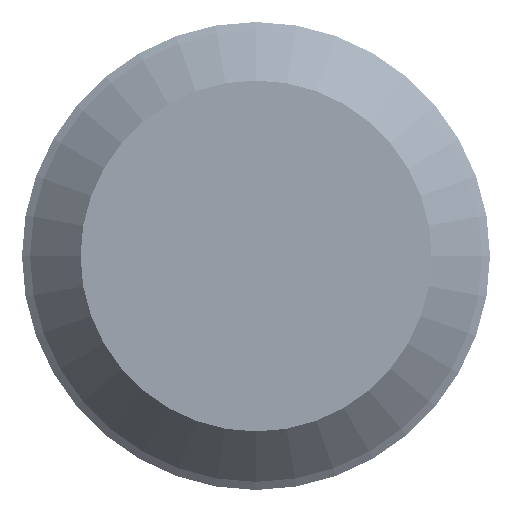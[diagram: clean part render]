
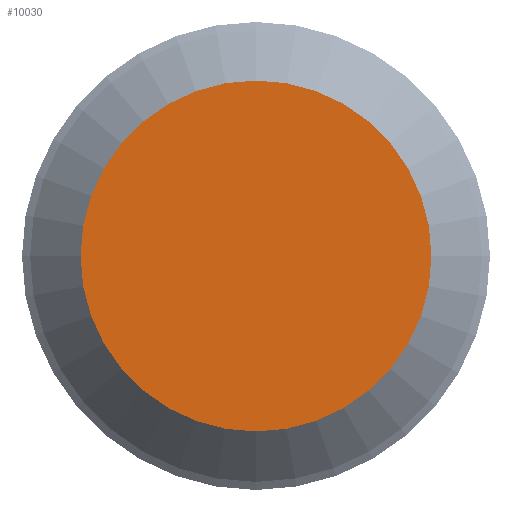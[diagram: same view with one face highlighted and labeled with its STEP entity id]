
A CAD part, left-side view. The second image highlights one B-rep face of the part: STEP entity #10030.
In plain terms, the highlighted planar face has unit normal (-1, 0, 0).
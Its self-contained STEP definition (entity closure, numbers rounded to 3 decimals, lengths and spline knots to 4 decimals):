
#6044 = DIRECTION ( 'NONE',  ( 1., 0., 0. ) ) ;
#8671 = VERTEX_POINT ( 'NONE', #15513 ) ;
#10030 = ADVANCED_FACE ( 'NONE', ( #16060 ), #39303, .F. ) ;
#11983 = AXIS2_PLACEMENT_3D ( 'NONE', #20782, #6044, #32004 ) ;
#13250 = DIRECTION ( 'NONE',  ( -1., 0., 0. ) ) ;
#15513 = CARTESIAN_POINT ( 'NONE',  ( 5.675, 0., -3. ) ) ;
#16060 = FACE_OUTER_BOUND ( 'NONE', #38036, .T. ) ;
#20782 = CARTESIAN_POINT ( 'NONE',  ( 5.675, 7.5056, 0. ) ) ;
#31505 = CIRCLE ( 'NONE', #33121, 3. ) ;
#32004 = DIRECTION ( 'NONE',  ( 0., 0., -1. ) ) ;
#33121 = AXIS2_PLACEMENT_3D ( 'NONE', #35486, #13250, #39218 ) ;
#34194 = ORIENTED_EDGE ( 'NONE', *, *, #37808, .T. ) ;
#35486 = CARTESIAN_POINT ( 'NONE',  ( 5.675, 0., 0. ) ) ;
#37808 = EDGE_CURVE ( 'NONE', #8671, #8671, #31505, .T. ) ;
#38036 = EDGE_LOOP ( 'NONE', ( #34194 ) ) ;
#39218 = DIRECTION ( 'NONE',  ( 0., 0., -1. ) ) ;
#39303 = PLANE ( 'NONE',  #11983 ) ;
